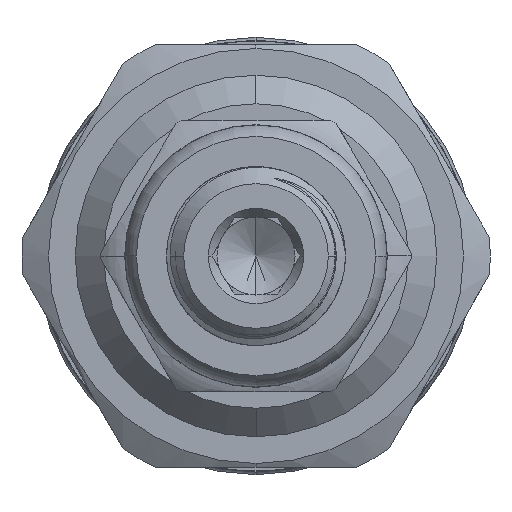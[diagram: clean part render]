
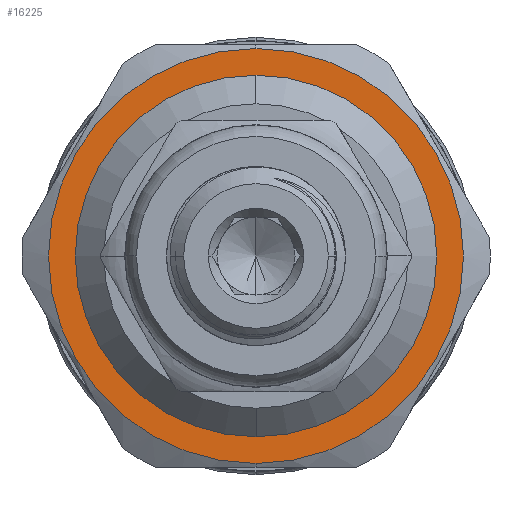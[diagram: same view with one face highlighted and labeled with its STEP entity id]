
A CAD part, left-side view. The second image highlights one B-rep face of the part: STEP entity #16225.
In plain terms, the highlighted planar face has unit normal (-1, 0, 0).
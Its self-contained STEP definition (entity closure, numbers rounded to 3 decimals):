
#242 = CIRCLE ( 'NONE', #10054, 10.9 ) ;
#421 = AXIS2_PLACEMENT_3D ( 'NONE', #8592, #14004, #7297 ) ;
#1054 = CARTESIAN_POINT ( 'NONE',  ( 12., 0., 9.5 ) ) ;
#1068 = EDGE_CURVE ( 'NONE', #14147, #9525, #8336, .T. ) ;
#1246 = AXIS2_PLACEMENT_3D ( 'NONE', #1889, #12615, #3398 ) ;
#1889 = CARTESIAN_POINT ( 'NONE',  ( 12., 0., 0. ) ) ;
#1910 = FACE_BOUND ( 'NONE', #5103, .T. ) ;
#2098 = DIRECTION ( 'NONE',  ( -1., 0., 0. ) ) ;
#2474 = AXIS2_PLACEMENT_3D ( 'NONE', #3384, #2098, #3441 ) ;
#3384 = CARTESIAN_POINT ( 'NONE',  ( 12., 0., 0. ) ) ;
#3398 = DIRECTION ( 'NONE',  ( 0., 0., 1. ) ) ;
#3441 = DIRECTION ( 'NONE',  ( 0., 0., 1. ) ) ;
#3799 = VERTEX_POINT ( 'NONE', #11119 ) ;
#4178 = CIRCLE ( 'NONE', #1246, 10.9 ) ;
#4708 = CIRCLE ( 'NONE', #2474, 9.5 ) ;
#4728 = CARTESIAN_POINT ( 'NONE',  ( 12., 0., 0. ) ) ;
#5103 = EDGE_LOOP ( 'NONE', ( #15301, #14219 ) ) ;
#5132 = EDGE_LOOP ( 'NONE', ( #16602, #13054 ) ) ;
#5275 = EDGE_CURVE ( 'NONE', #3799, #14500, #4178, .T. ) ;
#5967 = PLANE ( 'NONE',  #13699 ) ;
#7297 = DIRECTION ( 'NONE',  ( 0., 0., 1. ) ) ;
#8336 = CIRCLE ( 'NONE', #421, 9.5 ) ;
#8586 = DIRECTION ( 'NONE',  ( 0., 0., 1. ) ) ;
#8592 = CARTESIAN_POINT ( 'NONE',  ( 12., 0., 0. ) ) ;
#9525 = VERTEX_POINT ( 'NONE', #11238 ) ;
#10054 = AXIS2_PLACEMENT_3D ( 'NONE', #4728, #12657, #8586 ) ;
#10681 = EDGE_CURVE ( 'NONE', #9525, #14147, #4708, .T. ) ;
#11119 = CARTESIAN_POINT ( 'NONE',  ( 12., 0., -10.9 ) ) ;
#11238 = CARTESIAN_POINT ( 'NONE',  ( 12., 0., -9.5 ) ) ;
#11263 = DIRECTION ( 'NONE',  ( 1., 0., 0. ) ) ;
#12615 = DIRECTION ( 'NONE',  ( -1., 0., 0. ) ) ;
#12657 = DIRECTION ( 'NONE',  ( -1., 0., 0. ) ) ;
#13054 = ORIENTED_EDGE ( 'NONE', *, *, #16182, .T. ) ;
#13552 = CARTESIAN_POINT ( 'NONE',  ( 12., 0., 10.9 ) ) ;
#13699 = AXIS2_PLACEMENT_3D ( 'NONE', #16684, #11263, #13997 ) ;
#13997 = DIRECTION ( 'NONE',  ( 0., 0., -1. ) ) ;
#14004 = DIRECTION ( 'NONE',  ( -1., 0., 0. ) ) ;
#14147 = VERTEX_POINT ( 'NONE', #1054 ) ;
#14219 = ORIENTED_EDGE ( 'NONE', *, *, #10681, .F. ) ;
#14500 = VERTEX_POINT ( 'NONE', #13552 ) ;
#15281 = FACE_OUTER_BOUND ( 'NONE', #5132, .T. ) ;
#15301 = ORIENTED_EDGE ( 'NONE', *, *, #1068, .F. ) ;
#16182 = EDGE_CURVE ( 'NONE', #14500, #3799, #242, .T. ) ;
#16225 = ADVANCED_FACE ( 'NONE', ( #1910, #15281 ), #5967, .F. ) ;
#16602 = ORIENTED_EDGE ( 'NONE', *, *, #5275, .T. ) ;
#16684 = CARTESIAN_POINT ( 'NONE',  ( 12., 9.5, 0. ) ) ;
